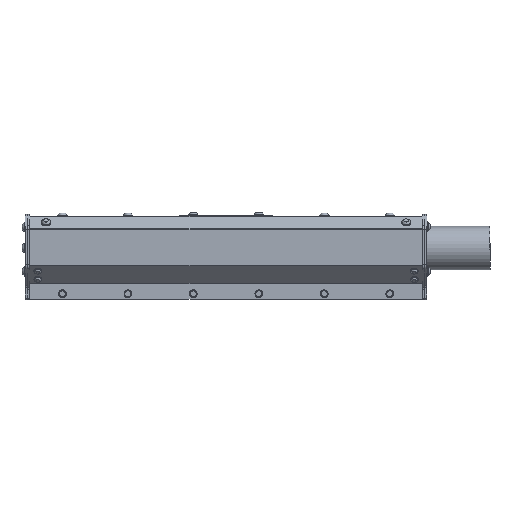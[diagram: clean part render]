
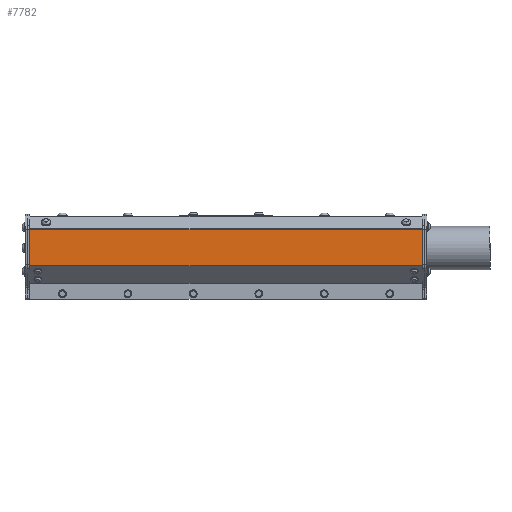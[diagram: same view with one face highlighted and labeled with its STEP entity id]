
A CAD part, top view. The second image highlights one B-rep face of the part: STEP entity #7782.
In plain terms, the highlighted planar face has unit normal (0, 0, 1).
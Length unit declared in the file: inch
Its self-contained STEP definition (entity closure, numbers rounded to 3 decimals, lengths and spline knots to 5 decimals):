
#367=LINE('',#23892,#701);
#401=LINE('',#24005,#735);
#684=LINE('',#27455,#1018);
#686=LINE('',#27458,#1020);
#701=VECTOR('',#8821,0.3937);
#735=VECTOR('',#8901,0.3937);
#1018=VECTOR('',#10844,0.3937);
#1020=VECTOR('',#10848,0.3937);
#1239=PLANE('',#8701);
#2542=FACE_OUTER_BOUND('',#3236,.T.);
#3236=EDGE_LOOP('',(#7224,#7225,#7226,#7227));
#3602=VERTEX_POINT('',#23889);
#3603=VERTEX_POINT('',#23891);
#3658=VERTEX_POINT('',#24002);
#3659=VERTEX_POINT('',#24004);
#4316=EDGE_CURVE('',#3603,#3602,#367,.T.);
#4372=EDGE_CURVE('',#3658,#3659,#401,.T.);
#5231=EDGE_CURVE('',#3659,#3602,#684,.T.);
#5233=EDGE_CURVE('',#3603,#3658,#686,.T.);
#7224=ORIENTED_EDGE('',*,*,#5231,.F.);
#7225=ORIENTED_EDGE('',*,*,#4372,.F.);
#7226=ORIENTED_EDGE('',*,*,#5233,.F.);
#7227=ORIENTED_EDGE('',*,*,#4316,.T.);
#7782=ADVANCED_FACE('',(#2542),#1239,.T.);
#8701=AXIS2_PLACEMENT_3D('',#27457,#10846,#10847);
#8821=DIRECTION('',(0.,-1.,0.));
#8901=DIRECTION('',(0.,-1.,0.));
#10844=DIRECTION('',(-1.,0.,0.));
#10846=DIRECTION('center_axis',(0.,0.,
1.));
#10847=DIRECTION('ref_axis',(0.,-1.,0.));
#10848=DIRECTION('',(1.,0.,0.));
#23889=CARTESIAN_POINT('',(-0.96351,1.21699,1.06079));
#23891=CARTESIAN_POINT('',(-0.96351,2.85525,1.06079));
#23892=CARTESIAN_POINT('',(-0.96351,2.8801,1.06079));
#24002=CARTESIAN_POINT('',(17.03649,2.85525,1.06079));
#24004=CARTESIAN_POINT('',(17.03649,1.21699,1.06079));
#24005=CARTESIAN_POINT('',(17.03649,2.8801,1.06079));
#27455=CARTESIAN_POINT('',(-0.96351,1.21699,1.06079));
#27457=CARTESIAN_POINT('Origin',(-0.96351,2.8801,1.06079));
#27458=CARTESIAN_POINT('',(-0.96351,2.85525,1.06079));
